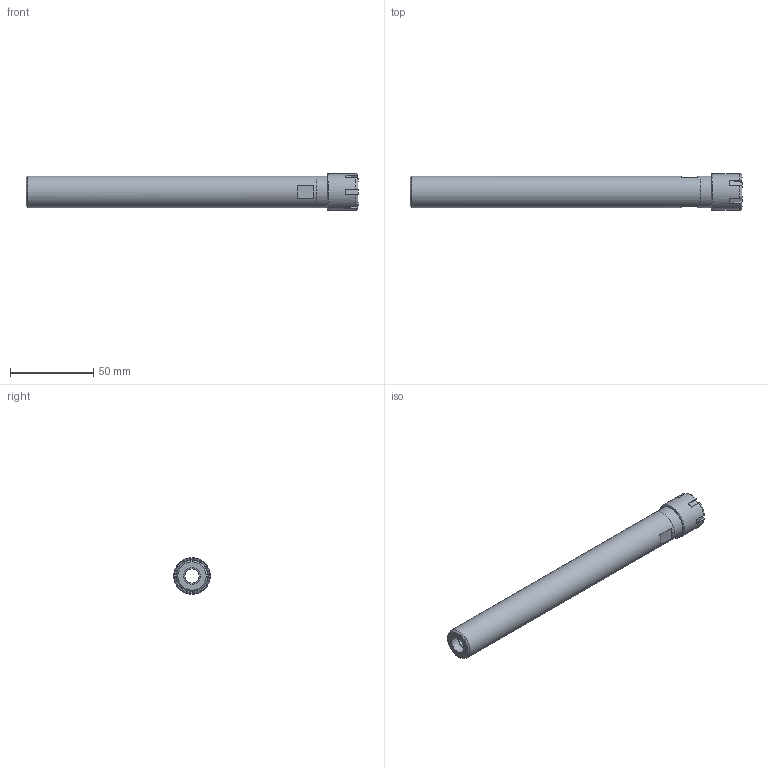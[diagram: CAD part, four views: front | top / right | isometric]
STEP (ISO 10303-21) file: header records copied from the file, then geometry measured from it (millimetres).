
FILE_DESCRIPTION(/* description */ (''),/* implementation_level */ '2;1');
FILE_NAME(/* name */ 'S075-SX10M-0640.stp',/* time_stamp */ '2019-06-18T10:31:36-05:00',/* author */ ('ldfli'),/* organization */ (''),/* preprocessor_version */ 'ST-DEVELOPER v18',/* originating_system */ 'Autodesk Inventor LT',/* authorisation */ '');
FILE_SCHEMA (('AUTOMOTIVE_DESIGN { 1 0 10303 214 3 1 1 }'));
Length unit declared in the file: millimetre
Products named in the file (1): S075-SX10M-0640
Bounding box: 200 x 22 x 22 mm (x, y, z)
Volume: 42178.7 mm3; surface area: 20197.8 mm2
Topology: 2 solids, 2 shells, 60 faces, 170 edges, 120 vertices
Faces by surface type: plane 33, cylinder 11, torus 10, cone 6
Full cylindrical faces by diameter (mm): 8.5 x1, 9.728 x1, 10 x1, 12.54 x1, 12.8 x1, 14.81 x1, 18 x1, 19 x1, 19.05 x1, 19.4 x1, 22 x1
Entity records: 2156 total; most frequent: CARTESIAN_POINT 459, DIRECTION 370, ORIENTED_EDGE 340, EDGE_CURVE 170, AXIS2_PLACEMENT_3D 151, VERTEX_POINT 120, CIRCLE 83, EDGE_LOOP 70
